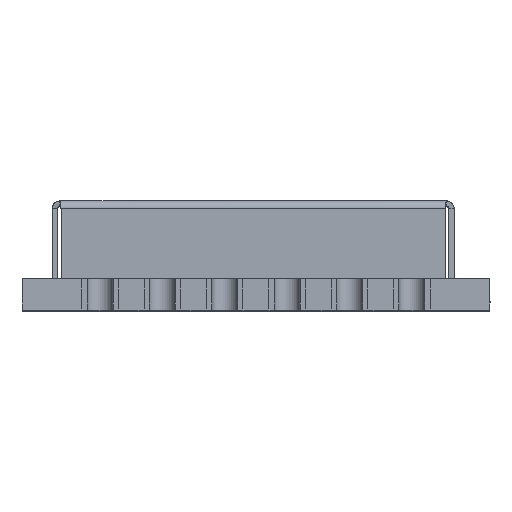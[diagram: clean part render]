
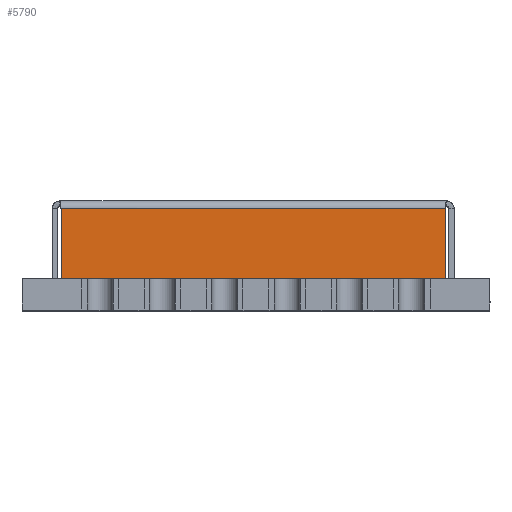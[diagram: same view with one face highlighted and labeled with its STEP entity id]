
A CAD part, top view. The second image highlights one B-rep face of the part: STEP entity #5790.
In plain terms, the highlighted planar face has unit normal (0, 0, 1).
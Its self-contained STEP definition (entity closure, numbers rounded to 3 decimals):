
#113 = LINE ( 'NONE', #8522, #10206 ) ;
#588 = DIRECTION ( 'NONE',  ( 0., -1., 0. ) ) ;
#638 = LINE ( 'NONE', #9969, #7905 ) ;
#775 = EDGE_CURVE ( 'NONE', #7330, #6333, #113, .T. ) ;
#786 = DIRECTION ( 'NONE',  ( 0., 1., 0. ) ) ;
#1080 = CARTESIAN_POINT ( 'NONE',  ( 3.81, 0.6, 5.05 ) ) ;
#1278 = DIRECTION ( 'NONE',  ( 0., -1., 0. ) ) ;
#1775 = CARTESIAN_POINT ( 'NONE',  ( -3.749, 0.6, 5.05 ) ) ;
#2155 = FACE_OUTER_BOUND ( 'NONE', #9937, .T. ) ;
#2223 = CARTESIAN_POINT ( 'NONE',  ( -3.749, 1.95, 5.05 ) ) ;
#2452 = EDGE_CURVE ( 'NONE', #7330, #7375, #638, .T. ) ;
#3183 = LINE ( 'NONE', #6934, #8438 ) ;
#3395 = VECTOR ( 'NONE', #4720, 1000. ) ;
#3404 = DIRECTION ( 'NONE',  ( 0., 0., -1. ) ) ;
#3742 = ORIENTED_EDGE ( 'NONE', *, *, #775, .T. ) ;
#4375 = PLANE ( 'NONE',  #4376 ) ;
#4376 = AXIS2_PLACEMENT_3D ( 'NONE', #8933, #3404, #786 ) ;
#4720 = DIRECTION ( 'NONE',  ( -1., 0., 0. ) ) ;
#4892 = ORIENTED_EDGE ( 'NONE', *, *, #2452, .F. ) ;
#5790 = ADVANCED_FACE ( 'NONE', ( #2155 ), #4375, .F. ) ;
#6078 = ORIENTED_EDGE ( 'NONE', *, *, #10320, .F. ) ;
#6142 = CARTESIAN_POINT ( 'NONE',  ( 3.639, 1.95, 5.05 ) ) ;
#6333 = VERTEX_POINT ( 'NONE', #1775 ) ;
#6934 = CARTESIAN_POINT ( 'NONE',  ( 3.639, 2., 5.05 ) ) ;
#7168 = EDGE_CURVE ( 'NONE', #8888, #6333, #9363, .T. ) ;
#7330 = VERTEX_POINT ( 'NONE', #2223 ) ;
#7375 = VERTEX_POINT ( 'NONE', #6142 ) ;
#7656 = CARTESIAN_POINT ( 'NONE',  ( 3.639, 0.6, 5.05 ) ) ;
#7905 = VECTOR ( 'NONE', #8985, 1000. ) ;
#8438 = VECTOR ( 'NONE', #588, 1000. ) ;
#8522 = CARTESIAN_POINT ( 'NONE',  ( -3.749, 0., 5.05 ) ) ;
#8888 = VERTEX_POINT ( 'NONE', #7656 ) ;
#8933 = CARTESIAN_POINT ( 'NONE',  ( 0., 0., 5.05 ) ) ;
#8985 = DIRECTION ( 'NONE',  ( 1., 0., 0. ) ) ;
#9363 = LINE ( 'NONE', #1080, #3395 ) ;
#9937 = EDGE_LOOP ( 'NONE', ( #4892, #3742, #10963, #6078 ) ) ;
#9969 = CARTESIAN_POINT ( 'NONE',  ( 3.81, 1.95, 5.05 ) ) ;
#10206 = VECTOR ( 'NONE', #1278, 1000. ) ;
#10320 = EDGE_CURVE ( 'NONE', #7375, #8888, #3183, .T. ) ;
#10963 = ORIENTED_EDGE ( 'NONE', *, *, #7168, .F. ) ;
